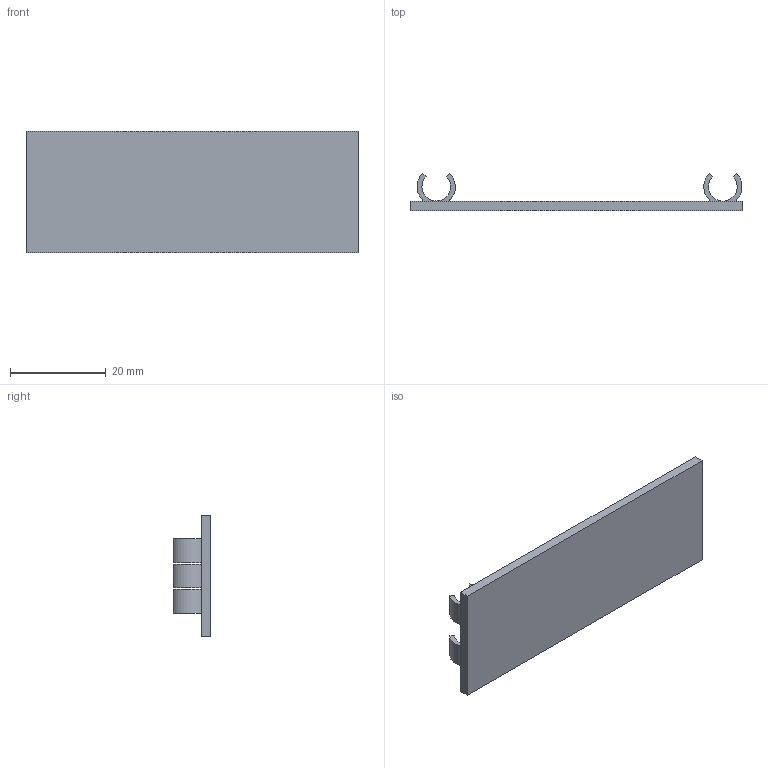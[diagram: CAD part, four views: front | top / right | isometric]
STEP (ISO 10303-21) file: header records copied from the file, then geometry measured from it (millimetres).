
FILE_DESCRIPTION(('FreeCAD Model'),'2;1');
FILE_NAME('Open CASCADE Shape Model','2025-02-21T16:11:40',('Author'),( ''),'Open CASCADE STEP processor 7.7','FreeCAD','Unknown');
FILE_SCHEMA(('AUTOMOTIVE_DESIGN { 1 0 10303 214 1 1 1 1 }'));
Length unit declared in the file: millimetre
Products named in the file (1): Pad001
Bounding box: 69.5 x 7.83 x 25.4 mm (x, y, z)
Volume: 3723.6 mm3; surface area: 4346.1 mm2
Topology: 1 solids, 1 shells, 33 faces, 78 edges, 50 vertices
Faces by surface type: plane 24, cylinder 9
Entity records: 970 total; most frequent: DIRECTION 170, CARTESIAN_POINT 162, ORIENTED_EDGE 156, EDGE_CURVE 78, AXIS2_PLACEMENT_3D 58, LINE 54, VECTOR 54, VERTEX_POINT 50
